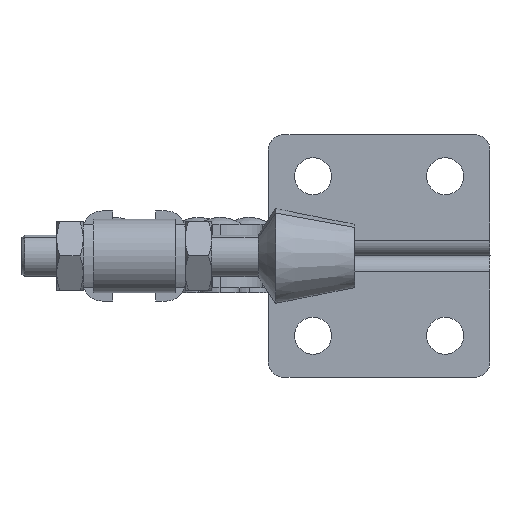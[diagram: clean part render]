
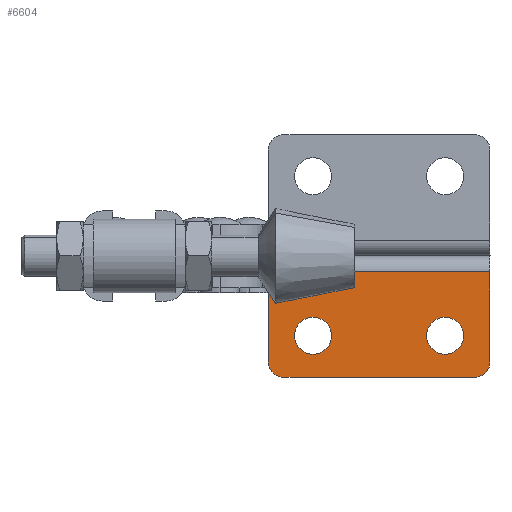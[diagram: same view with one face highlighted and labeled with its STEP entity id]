
A CAD part, left-side view. The second image highlights one B-rep face of the part: STEP entity #6604.
In plain terms, the highlighted planar face has unit normal (-1, 0, 0).
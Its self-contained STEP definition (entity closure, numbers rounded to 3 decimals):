
#277 = DIRECTION ( 'NONE',  ( 1., 0., 0. ) ) ;
#316 = DIRECTION ( 'NONE',  ( 1., 0., 0. ) ) ;
#481 = DIRECTION ( 'NONE',  ( 0., 0., -1. ) ) ;
#483 = AXIS2_PLACEMENT_3D ( 'NONE', #1182, #2184, #4144 ) ;
#532 = LINE ( 'NONE', #4358, #2050 ) ;
#638 = LINE ( 'NONE', #6868, #1820 ) ;
#686 = ORIENTED_EDGE ( 'NONE', *, *, #5188, .T. ) ;
#1060 = EDGE_CURVE ( 'NONE', #8837, #3002, #4934, .T. ) ;
#1091 = CARTESIAN_POINT ( 'NONE',  ( -62.021, -17.1, -15.1 ) ) ;
#1176 = VERTEX_POINT ( 'NONE', #8330 ) ;
#1182 = CARTESIAN_POINT ( 'NONE',  ( -62.021, -22.6, -20. ) ) ;
#1309 = CARTESIAN_POINT ( 'NONE',  ( -62.021, -17.1, -15.1 ) ) ;
#1342 = CARTESIAN_POINT ( 'NONE',  ( -62.021, -25.6, -20. ) ) ;
#1439 = ORIENTED_EDGE ( 'NONE', *, *, #1508, .T. ) ;
#1463 = CARTESIAN_POINT ( 'NONE',  ( -62.021, 33., -23. ) ) ;
#1487 = DIRECTION ( 'NONE',  ( 0., -1., 0. ) ) ;
#1508 = EDGE_CURVE ( 'NONE', #8980, #4161, #8141, .T. ) ;
#1535 = DIRECTION ( 'NONE',  ( 1., 0., 0. ) ) ;
#1598 = EDGE_CURVE ( 'NONE', #2333, #4620, #4143, .T. ) ;
#1732 = VERTEX_POINT ( 'NONE', #7651 ) ;
#1820 = VECTOR ( 'NONE', #4402, 1000. ) ;
#1952 = CARTESIAN_POINT ( 'NONE',  ( -62.021, -17.1, -11.6 ) ) ;
#2022 = VECTOR ( 'NONE', #1487, 1000. ) ;
#2050 = VECTOR ( 'NONE', #481, 1000. ) ;
#2184 = DIRECTION ( 'NONE',  ( 1., 0., 0. ) ) ;
#2211 = DIRECTION ( 'NONE',  ( 1., 0., 0. ) ) ;
#2333 = VERTEX_POINT ( 'NONE', #6739 ) ;
#2489 = EDGE_CURVE ( 'NONE', #5612, #4620, #5243, .T. ) ;
#2624 = CARTESIAN_POINT ( 'NONE',  ( -62.021, -17.1, -18.6 ) ) ;
#2741 = DIRECTION ( 'NONE',  ( 0., 0., -1. ) ) ;
#2903 = ORIENTED_EDGE ( 'NONE', *, *, #6402, .F. ) ;
#3002 = VERTEX_POINT ( 'NONE', #7629 ) ;
#3042 = EDGE_LOOP ( 'NONE', ( #2903, #4028, #4771, #7640, #4550, #8035 ) ) ;
#3172 = CARTESIAN_POINT ( 'NONE',  ( -62.021, 7.9, -15.1 ) ) ;
#3292 = DIRECTION ( 'NONE',  ( 1., 0., 0. ) ) ;
#3307 = DIRECTION ( 'NONE',  ( 0., 0., -1. ) ) ;
#3393 = PLANE ( 'NONE',  #9001 ) ;
#3552 = VERTEX_POINT ( 'NONE', #6157 ) ;
#3710 = AXIS2_PLACEMENT_3D ( 'NONE', #3172, #3292, #3307 ) ;
#3781 = EDGE_CURVE ( 'NONE', #2333, #1732, #4473, .T. ) ;
#3791 = EDGE_LOOP ( 'NONE', ( #8267, #7157 ) ) ;
#3887 = CARTESIAN_POINT ( 'NONE',  ( -62.021, 33., -23. ) ) ;
#3942 = CARTESIAN_POINT ( 'NONE',  ( -62.021, 33., -3. ) ) ;
#4021 = DIRECTION ( 'NONE',  ( 1., 0., 0. ) ) ;
#4028 = ORIENTED_EDGE ( 'NONE', *, *, #1060, .F. ) ;
#4088 = CIRCLE ( 'NONE', #7128, 3.5 ) ;
#4143 = LINE ( 'NONE', #3887, #2022 ) ;
#4144 = DIRECTION ( 'NONE',  ( 0., 0., 1. ) ) ;
#4161 = VERTEX_POINT ( 'NONE', #1952 ) ;
#4164 = AXIS2_PLACEMENT_3D ( 'NONE', #8950, #1535, #4958 ) ;
#4318 = VECTOR ( 'NONE', #7129, 1000. ) ;
#4358 = CARTESIAN_POINT ( 'NONE',  ( -62.021, -25.6, -23. ) ) ;
#4402 = DIRECTION ( 'NONE',  ( 0., 0., -1. ) ) ;
#4473 = CIRCLE ( 'NONE', #4164, 3. ) ;
#4489 = CIRCLE ( 'NONE', #6626, 3.5 ) ;
#4550 = ORIENTED_EDGE ( 'NONE', *, *, #1598, .T. ) ;
#4620 = VERTEX_POINT ( 'NONE', #6670 ) ;
#4740 = EDGE_CURVE ( 'NONE', #8837, #1732, #638, .T. ) ;
#4771 = ORIENTED_EDGE ( 'NONE', *, *, #4740, .T. ) ;
#4819 = EDGE_CURVE ( 'NONE', #3552, #1176, #7844, .T. ) ;
#4934 = LINE ( 'NONE', #3942, #4318 ) ;
#4958 = DIRECTION ( 'NONE',  ( 0., 0., 1. ) ) ;
#5188 = EDGE_CURVE ( 'NONE', #4161, #8980, #4489, .T. ) ;
#5243 = CIRCLE ( 'NONE', #483, 3. ) ;
#5491 = EDGE_CURVE ( 'NONE', #1176, #3552, #4088, .T. ) ;
#5612 = VERTEX_POINT ( 'NONE', #1342 ) ;
#6157 = CARTESIAN_POINT ( 'NONE',  ( -62.021, 7.9, -18.6 ) ) ;
#6192 = FACE_BOUND ( 'NONE', #7010, .T. ) ;
#6402 = EDGE_CURVE ( 'NONE', #3002, #5612, #532, .T. ) ;
#6577 = DIRECTION ( 'NONE',  ( 0., 0., -1. ) ) ;
#6604 = ADVANCED_FACE ( 'NONE', ( #8296, #6192, #8079 ), #3393, .F. ) ;
#6626 = AXIS2_PLACEMENT_3D ( 'NONE', #1091, #277, #2741 ) ;
#6670 = CARTESIAN_POINT ( 'NONE',  ( -62.021, -22.6, -23. ) ) ;
#6739 = CARTESIAN_POINT ( 'NONE',  ( -62.021, 13.4, -23. ) ) ;
#6868 = CARTESIAN_POINT ( 'NONE',  ( -62.021, 16.4, 0. ) ) ;
#6901 = CARTESIAN_POINT ( 'NONE',  ( -62.021, 16.4, -3. ) ) ;
#7010 = EDGE_LOOP ( 'NONE', ( #1439, #686 ) ) ;
#7128 = AXIS2_PLACEMENT_3D ( 'NONE', #7731, #2211, #8974 ) ;
#7129 = DIRECTION ( 'NONE',  ( 0., -1., 0. ) ) ;
#7157 = ORIENTED_EDGE ( 'NONE', *, *, #5491, .T. ) ;
#7629 = CARTESIAN_POINT ( 'NONE',  ( -62.021, -25.6, -3. ) ) ;
#7640 = ORIENTED_EDGE ( 'NONE', *, *, #3781, .F. ) ;
#7651 = CARTESIAN_POINT ( 'NONE',  ( -62.021, 16.4, -20. ) ) ;
#7731 = CARTESIAN_POINT ( 'NONE',  ( -62.021, 7.9, -15.1 ) ) ;
#7844 = CIRCLE ( 'NONE', #3710, 3.5 ) ;
#8035 = ORIENTED_EDGE ( 'NONE', *, *, #2489, .F. ) ;
#8079 = FACE_OUTER_BOUND ( 'NONE', #3042, .T. ) ;
#8141 = CIRCLE ( 'NONE', #8478, 3.5 ) ;
#8267 = ORIENTED_EDGE ( 'NONE', *, *, #4819, .T. ) ;
#8296 = FACE_BOUND ( 'NONE', #3791, .T. ) ;
#8330 = CARTESIAN_POINT ( 'NONE',  ( -62.021, 7.9, -11.6 ) ) ;
#8478 = AXIS2_PLACEMENT_3D ( 'NONE', #1309, #4021, #6577 ) ;
#8512 = DIRECTION ( 'NONE',  ( 0., 0., 1. ) ) ;
#8837 = VERTEX_POINT ( 'NONE', #6901 ) ;
#8950 = CARTESIAN_POINT ( 'NONE',  ( -62.021, 13.4, -20. ) ) ;
#8974 = DIRECTION ( 'NONE',  ( 0., 0., -1. ) ) ;
#8980 = VERTEX_POINT ( 'NONE', #2624 ) ;
#9001 = AXIS2_PLACEMENT_3D ( 'NONE', #1463, #316, #8512 ) ;
